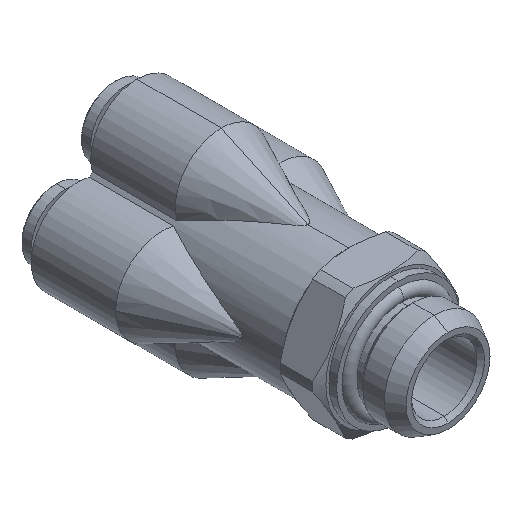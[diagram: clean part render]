
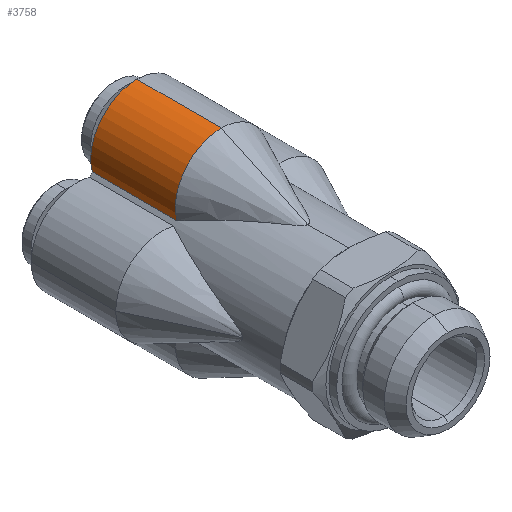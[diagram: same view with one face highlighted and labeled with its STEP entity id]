
A CAD part, isometric view. The second image highlights one B-rep face of the part: STEP entity #3758.
In plain terms, the highlighted cylindrical face has radius 6 mm (diameter 12 mm), a partial arc.
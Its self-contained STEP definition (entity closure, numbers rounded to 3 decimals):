
#72 = VERTEX_POINT ( 'NONE', #4813 ) ;
#97 = VERTEX_POINT ( 'NONE', #4838 ) ;
#944 = VECTOR ( 'NONE', #1502, 1000. ) ;
#945 = VECTOR ( 'NONE', #1509, 1000. ) ;
#957 = CIRCLE ( 'NONE', #5118, 6. ) ;
#1499 = LINE ( 'NONE', #1501, #944 ) ;
#1501 = CARTESIAN_POINT ( 'NONE',  ( -5.8, 22., 6.214 ) ) ;
#1502 = DIRECTION ( 'NONE',  ( 0., -1., 0. ) ) ;
#1503 = LINE ( 'NONE', #1508, #945 ) ;
#1508 = CARTESIAN_POINT ( 'NONE',  ( 0., 31.131, 13.75 ) ) ;
#1509 = DIRECTION ( 'NONE',  ( 0., 1., 0. ) ) ;
#1538 = CARTESIAN_POINT ( 'NONE',  ( 0., 27.5, 7.75 ) ) ;
#1539 = DIRECTION ( 'NONE',  ( 0., 1., 0. ) ) ;
#1540 = DIRECTION ( 'NONE',  ( 0., 0., 1. ) ) ;
#1543 = CARTESIAN_POINT ( 'NONE',  ( 0., 16.5, 7.75 ) ) ;
#1544 = DIRECTION ( 'NONE',  ( 0., 1., 0. ) ) ;
#1545 = DIRECTION ( 'NONE',  ( 0., 0., 1. ) ) ;
#2095 = DIRECTION ( 'NONE',  ( 0., 1., 0. ) ) ;
#2098 = FACE_OUTER_BOUND ( 'NONE', #3948, .T. ) ;
#2099 = CARTESIAN_POINT ( 'NONE',  ( 0., 31.131, 7.75 ) ) ;
#2101 = CYLINDRICAL_SURFACE ( 'NONE', #5464, 6. ) ;
#2102 = DIRECTION ( 'NONE',  ( 0., 0., 1. ) ) ;
#2950 = ORIENTED_EDGE ( 'NONE', *, *, #3591, .T. ) ;
#3038 = VERTEX_POINT ( 'NONE', #5827 ) ;
#3068 = VERTEX_POINT ( 'NONE', #5857 ) ;
#3591 = EDGE_CURVE ( 'NONE', #97, #3068, #1499, .T. ) ;
#3594 = EDGE_CURVE ( 'NONE', #72, #3038, #1503, .T. ) ;
#3604 = EDGE_CURVE ( 'NONE', #97, #3038, #957, .T. ) ;
#3605 = EDGE_CURVE ( 'NONE', #3068, #72, #5122, .T. ) ;
#3758 = ADVANCED_FACE ( 'NONE', ( #2098 ), #2101, .T. ) ;
#3948 = EDGE_LOOP ( 'NONE', ( #4574, #4096, #3952, #2950 ) ) ;
#3952 = ORIENTED_EDGE ( 'NONE', *, *, #3604, .F. ) ;
#4096 = ORIENTED_EDGE ( 'NONE', *, *, #3594, .T. ) ;
#4574 = ORIENTED_EDGE ( 'NONE', *, *, #3605, .T. ) ;
#4813 = CARTESIAN_POINT ( 'NONE',  ( 0., 16.5, 13.75 ) ) ;
#4838 = CARTESIAN_POINT ( 'NONE',  ( -5.8, 27.5, 6.214 ) ) ;
#5118 = AXIS2_PLACEMENT_3D ( 'NONE', #1538, #1539, #1540 ) ;
#5122 = CIRCLE ( 'NONE', #5124, 6. ) ;
#5124 = AXIS2_PLACEMENT_3D ( 'NONE', #1543, #1544, #1545 ) ;
#5464 = AXIS2_PLACEMENT_3D ( 'NONE', #2099, #2095, #2102 ) ;
#5827 = CARTESIAN_POINT ( 'NONE',  ( 0., 27.5, 13.75 ) ) ;
#5857 = CARTESIAN_POINT ( 'NONE',  ( -5.8, 16.5, 6.214 ) ) ;
